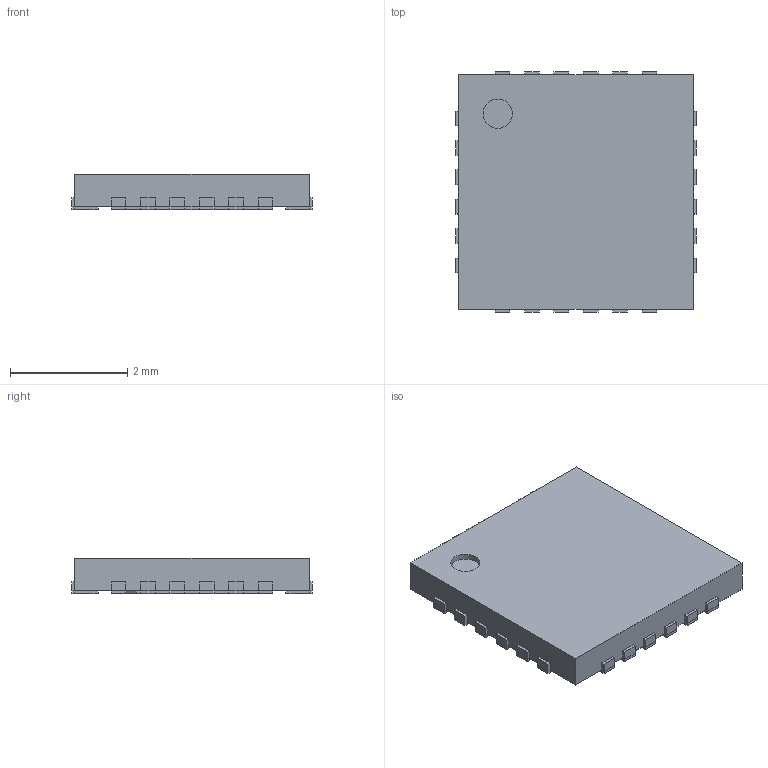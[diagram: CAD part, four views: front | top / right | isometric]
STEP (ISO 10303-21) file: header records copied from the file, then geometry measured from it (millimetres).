
FILE_DESCRIPTION(('Open CASCADE Model'),'2;1');
FILE_NAME('Open CASCADE Shape Model','2022-11-14T00:12:21',('Author'),( 'Open CASCADE'),'Open CASCADE STEP processor 7.5','Open CASCADE 7.5' ,'Unknown');
FILE_SCHEMA(('AUTOMOTIVE_DESIGN { 1 0 10303 214 1 1 1 1 }'));
Length unit declared in the file: millimetre
Products named in the file (7): QFN50P400X400X60_HS-25N.step; Open CASCADE STEP translator 7.5 144.1; Body; Open CASCADE STEP translator 7.5 144.2.1; Thermal Shape; Pin Shape; Open CASCADE STEP translator 7.5 144.4.1
Assembly tree (29 placements, depth 3):
  QFN50P400X400X60_HS-25N.step
    Open CASCADE STEP translator 7.5 144.1
    Body
      Open CASCADE STEP translator 7.5 144.2.1
    Thermal Shape
    Pin Shape  x24
      Open CASCADE STEP translator 7.5 144.4.1
Bounding box: 4.1 x 4.1 x 0.6 mm (x, y, z)
Volume: 9.3 mm3; surface area: 64.3 mm2
Topology: 26 solids, 27 shells, 352 faces, 703 edges, 405 vertices
Faces by surface type: plane 351, cylinder 1
Full cylindrical faces by diameter (mm): 0.5 x1
Entity records: 1849 total; most frequent: DIRECTION 297, CARTESIAN_POINT 275, LINE 168, VECTOR 168, ORIENTED_EDGE 117, PCURVE 117, DEFINITIONAL_REPRESENTATION 117, AXIS2_PLACEMENT_3D 63
